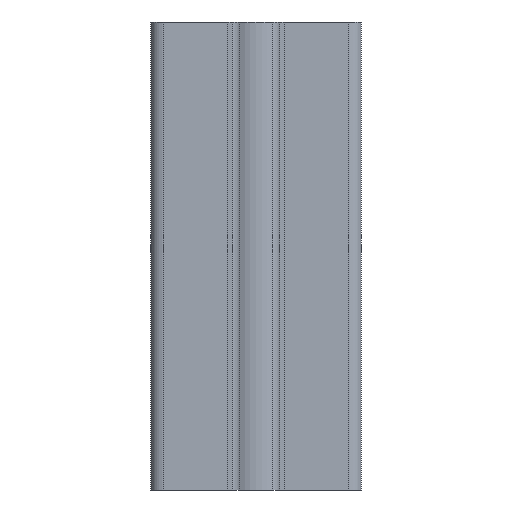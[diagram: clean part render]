
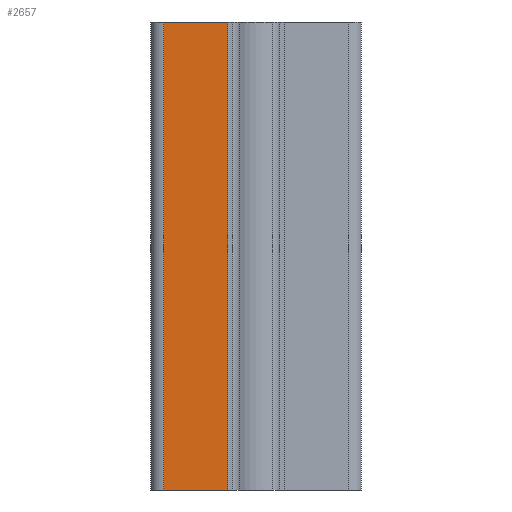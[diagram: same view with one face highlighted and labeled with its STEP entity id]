
A CAD part, left-side view. The second image highlights one B-rep face of the part: STEP entity #2657.
In plain terms, the highlighted planar face has unit normal (-1, 0, 0).
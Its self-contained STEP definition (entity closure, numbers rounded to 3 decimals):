
#1490=CARTESIAN_POINT('',(-22.5,6.,0.0));
#1491=VERTEX_POINT('',#1490);
#1506=CARTESIAN_POINT('',(-22.5,6.,100.0));
#1507=VERTEX_POINT('',#1506);
#1514=CARTESIAN_POINT('',(-22.5,6.,0.0));
#1515=DIRECTION('',(0.0,0.0,1.0));
#1516=VECTOR('',#1515,100.0);
#1517=LINE('',#1514,#1516);
#1518=EDGE_CURVE('',#1491,#1507,#1517,.T.);
#1660=CARTESIAN_POINT('',(-22.5,19.7,0.0));
#1661=VERTEX_POINT('',#1660);
#1662=CARTESIAN_POINT('',(-22.5,6.,0.0));
#1663=DIRECTION('',(0.0,1.0,0.0));
#1664=VECTOR('',#1663,13.7);
#1665=LINE('',#1662,#1664);
#1666=EDGE_CURVE('',#1491,#1661,#1665,.T.);
#2634=CARTESIAN_POINT('',(-22.5,6.,0.0));
#2635=DIRECTION('',(-1.0,0.0,0.0));
#2636=DIRECTION('',(0.0,0.0,1.0));
#2637=AXIS2_PLACEMENT_3D('',#2634,#2635,#2636);
#2638=PLANE('',#2637);
#2639=ORIENTED_EDGE('',*,*,#1518,.T.);
#2640=CARTESIAN_POINT('',(-22.5,19.7,100.0));
#2641=VERTEX_POINT('',#2640);
#2642=CARTESIAN_POINT('',(-22.5,6.,100.0));
#2643=DIRECTION('',(0.0,1.0,0.0));
#2644=VECTOR('',#2643,13.7);
#2645=LINE('',#2642,#2644);
#2646=EDGE_CURVE('',#1507,#2641,#2645,.T.);
#2647=ORIENTED_EDGE('',*,*,#2646,.T.);
#2648=CARTESIAN_POINT('',(-22.5,19.7,0.0));
#2649=DIRECTION('',(0.0,0.0,1.0));
#2650=VECTOR('',#2649,100.0);
#2651=LINE('',#2648,#2650);
#2652=EDGE_CURVE('',#1661,#2641,#2651,.T.);
#2653=ORIENTED_EDGE('',*,*,#2652,.F.);
#2654=ORIENTED_EDGE('',*,*,#1666,.F.);
#2655=EDGE_LOOP('',(#2639,#2647,#2653,#2654));
#2656=FACE_OUTER_BOUND('',#2655,.T.);
#2657=ADVANCED_FACE('',(#2656),#2638,.T.);
